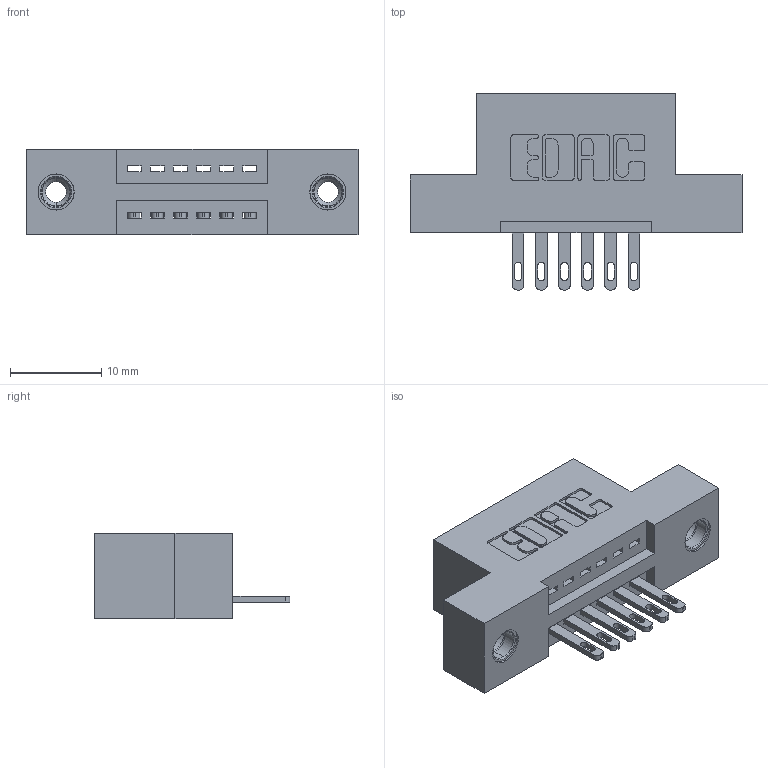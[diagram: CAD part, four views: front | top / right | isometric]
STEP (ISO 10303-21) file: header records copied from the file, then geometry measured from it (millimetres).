
FILE_DESCRIPTION (( 'STEP AP203' ), '1' );
FILE_NAME ('345-006-500-108.STEP', '2019-10-03T15:00:11', ( '' ), ( '' ), 'SwSTEP 2.0', 'SolidWorks 2016', '' );
FILE_SCHEMA (( 'CONFIG_CONTROL_DESIGN' ));
Length unit declared in the file: inch
Products named in the file (4): 345-006-500-108; 345 Part_Flush Mounting Lugs - 0.156 Dia-TI; 345-292-001_345-293-100; 345-250-001_345-250-003-102
Assembly tree (9 placements, depth 2):
  345-006-500-108
    345 Part_Flush Mounting Lugs - 0.156 Dia-TI
    345-292-001_345-293-100  x6
    345-250-001_345-250-003-102  x2
Bounding box: 36.45 x 21.51 x 9.4 mm (x, y, z)
Volume: 3164.3 mm3; surface area: 3748.4 mm2
Topology: 9 solids, 9 shells, 510 faces, 1485 edges, 982 vertices
Faces by surface type: plane 316, cylinder 178, cone 12, torus 4
Entity records: 10478 total; most frequent: CARTESIAN_POINT 1797, ORIENTED_EDGE 1730, DIRECTION 1651, EDGE_CURVE 865, LINE 685, VECTOR 685, VERTEX_POINT 572, AXIS2_PLACEMENT_3D 483
